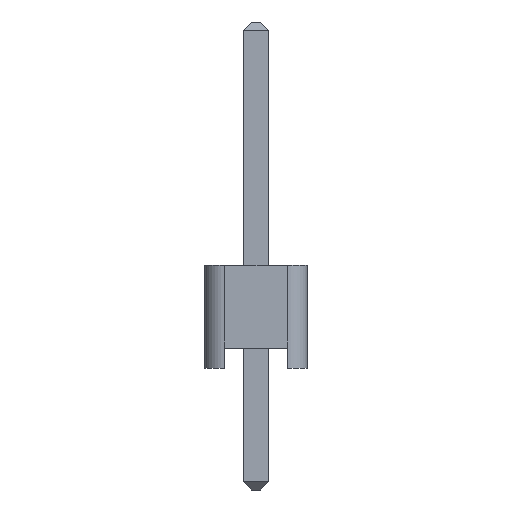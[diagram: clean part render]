
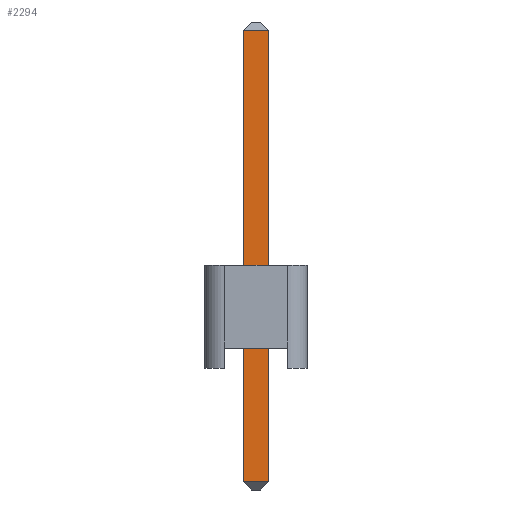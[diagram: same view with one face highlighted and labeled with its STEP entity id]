
A CAD part, left-side view. The second image highlights one B-rep face of the part: STEP entity #2294.
In plain terms, the highlighted planar face has unit normal (-1, 0, 0).
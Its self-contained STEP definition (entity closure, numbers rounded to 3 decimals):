
#2178 = EDGE_CURVE('',#2179,#2181,#2183,.T.);
#2179 = VERTEX_POINT('',#2180);
#2180 = CARTESIAN_POINT('',(-0.32,0.32,0.2));
#2181 = VERTEX_POINT('',#2182);
#2182 = CARTESIAN_POINT('',(-0.32,0.32,11.34));
#2183 = SURFACE_CURVE('',#2184,(#2188,#2200),.PCURVE_S1.);
#2184 = LINE('',#2185,#2186);
#2185 = CARTESIAN_POINT('',(-0.32,0.32,0.));
#2186 = VECTOR('',#2187,1.);
#2187 = DIRECTION('',(0.,0.,1.));
#2188 = PCURVE('',#2189,#2194);
#2189 = PLANE('',#2190);
#2190 = AXIS2_PLACEMENT_3D('',#2191,#2192,#2193);
#2191 = CARTESIAN_POINT('',(-0.32,0.32,0.));
#2192 = DIRECTION('',(0.,1.,0.));
#2193 = DIRECTION('',(1.,0.,0.));
#2194 = DEFINITIONAL_REPRESENTATION('',(#2195),#2199);
#2195 = LINE('',#2196,#2197);
#2196 = CARTESIAN_POINT('',(0.,0.));
#2197 = VECTOR('',#2198,1.);
#2198 = DIRECTION('',(0.,-1.));
#2199 = ( GEOMETRIC_REPRESENTATION_CONTEXT(2) 
PARAMETRIC_REPRESENTATION_CONTEXT() REPRESENTATION_CONTEXT('2D SPACE',''
  ) );
#2200 = PCURVE('',#2201,#2206);
#2201 = PLANE('',#2202);
#2202 = AXIS2_PLACEMENT_3D('',#2203,#2204,#2205);
#2203 = CARTESIAN_POINT('',(-0.32,-0.32,0.));
#2204 = DIRECTION('',(-1.,0.,0.));
#2205 = DIRECTION('',(0.,1.,0.));
#2206 = DEFINITIONAL_REPRESENTATION('',(#2207),#2211);
#2207 = LINE('',#2208,#2209);
#2208 = CARTESIAN_POINT('',(0.64,0.));
#2209 = VECTOR('',#2210,1.);
#2210 = DIRECTION('',(0.,-1.));
#2211 = ( GEOMETRIC_REPRESENTATION_CONTEXT(2) 
PARAMETRIC_REPRESENTATION_CONTEXT() REPRESENTATION_CONTEXT('2D SPACE',''
  ) );
#2294 = ADVANCED_FACE('',(#2295),#2201,.T.);
#2295 = FACE_BOUND('',#2296,.T.);
#2296 = EDGE_LOOP('',(#2297,#2327,#2353,#2354));
#2297 = ORIENTED_EDGE('',*,*,#2298,.T.);
#2298 = EDGE_CURVE('',#2299,#2301,#2303,.T.);
#2299 = VERTEX_POINT('',#2300);
#2300 = CARTESIAN_POINT('',(-0.32,-0.32,0.2));
#2301 = VERTEX_POINT('',#2302);
#2302 = CARTESIAN_POINT('',(-0.32,-0.32,11.34));
#2303 = SURFACE_CURVE('',#2304,(#2308,#2315),.PCURVE_S1.);
#2304 = LINE('',#2305,#2306);
#2305 = CARTESIAN_POINT('',(-0.32,-0.32,0.));
#2306 = VECTOR('',#2307,1.);
#2307 = DIRECTION('',(0.,0.,1.));
#2308 = PCURVE('',#2201,#2309);
#2309 = DEFINITIONAL_REPRESENTATION('',(#2310),#2314);
#2310 = LINE('',#2311,#2312);
#2311 = CARTESIAN_POINT('',(0.,0.));
#2312 = VECTOR('',#2313,1.);
#2313 = DIRECTION('',(0.,-1.));
#2314 = ( GEOMETRIC_REPRESENTATION_CONTEXT(2) 
PARAMETRIC_REPRESENTATION_CONTEXT() REPRESENTATION_CONTEXT('2D SPACE',''
  ) );
#2315 = PCURVE('',#2316,#2321);
#2316 = PLANE('',#2317);
#2317 = AXIS2_PLACEMENT_3D('',#2318,#2319,#2320);
#2318 = CARTESIAN_POINT('',(0.32,-0.32,0.));
#2319 = DIRECTION('',(0.,-1.,0.));
#2320 = DIRECTION('',(-1.,0.,0.));
#2321 = DEFINITIONAL_REPRESENTATION('',(#2322),#2326);
#2322 = LINE('',#2323,#2324);
#2323 = CARTESIAN_POINT('',(0.64,0.));
#2324 = VECTOR('',#2325,1.);
#2325 = DIRECTION('',(0.,-1.));
#2326 = ( GEOMETRIC_REPRESENTATION_CONTEXT(2) 
PARAMETRIC_REPRESENTATION_CONTEXT() REPRESENTATION_CONTEXT('2D SPACE',''
  ) );
#2327 = ORIENTED_EDGE('',*,*,#2328,.T.);
#2328 = EDGE_CURVE('',#2301,#2181,#2329,.T.);
#2329 = SURFACE_CURVE('',#2330,(#2334,#2341),.PCURVE_S1.);
#2330 = LINE('',#2331,#2332);
#2331 = CARTESIAN_POINT('',(-0.32,-0.32,11.34));
#2332 = VECTOR('',#2333,1.);
#2333 = DIRECTION('',(0.,1.,0.));
#2334 = PCURVE('',#2201,#2335);
#2335 = DEFINITIONAL_REPRESENTATION('',(#2336),#2340);
#2336 = LINE('',#2337,#2338);
#2337 = CARTESIAN_POINT('',(0.,-11.34));
#2338 = VECTOR('',#2339,1.);
#2339 = DIRECTION('',(1.,0.));
#2340 = ( GEOMETRIC_REPRESENTATION_CONTEXT(2) 
PARAMETRIC_REPRESENTATION_CONTEXT() REPRESENTATION_CONTEXT('2D SPACE',''
  ) );
#2341 = PCURVE('',#2342,#2347);
#2342 = PLANE('',#2343);
#2343 = AXIS2_PLACEMENT_3D('',#2344,#2345,#2346);
#2344 = CARTESIAN_POINT('',(-0.22,-0.32,11.44));
#2345 = DIRECTION('',(0.707,0.,-0.707
    ));
#2346 = DIRECTION('',(0.,1.,0.));
#2347 = DEFINITIONAL_REPRESENTATION('',(#2348),#2352);
#2348 = LINE('',#2349,#2350);
#2349 = CARTESIAN_POINT('',(0.,-0.141));
#2350 = VECTOR('',#2351,1.);
#2351 = DIRECTION('',(1.,0.));
#2352 = ( GEOMETRIC_REPRESENTATION_CONTEXT(2) 
PARAMETRIC_REPRESENTATION_CONTEXT() REPRESENTATION_CONTEXT('2D SPACE',''
  ) );
#2353 = ORIENTED_EDGE('',*,*,#2178,.F.);
#2354 = ORIENTED_EDGE('',*,*,#2355,.F.);
#2355 = EDGE_CURVE('',#2299,#2179,#2356,.T.);
#2356 = SURFACE_CURVE('',#2357,(#2361,#2368),.PCURVE_S1.);
#2357 = LINE('',#2358,#2359);
#2358 = CARTESIAN_POINT('',(-0.32,-0.32,0.2));
#2359 = VECTOR('',#2360,1.);
#2360 = DIRECTION('',(0.,1.,0.));
#2361 = PCURVE('',#2201,#2362);
#2362 = DEFINITIONAL_REPRESENTATION('',(#2363),#2367);
#2363 = LINE('',#2364,#2365);
#2364 = CARTESIAN_POINT('',(0.,-0.2));
#2365 = VECTOR('',#2366,1.);
#2366 = DIRECTION('',(1.,0.));
#2367 = ( GEOMETRIC_REPRESENTATION_CONTEXT(2) 
PARAMETRIC_REPRESENTATION_CONTEXT() REPRESENTATION_CONTEXT('2D SPACE',''
  ) );
#2368 = PCURVE('',#2369,#2374);
#2369 = PLANE('',#2370);
#2370 = AXIS2_PLACEMENT_3D('',#2371,#2372,#2373);
#2371 = CARTESIAN_POINT('',(-0.22,-0.32,0.1));
#2372 = DIRECTION('',(-0.707,0.,-0.707));
#2373 = DIRECTION('',(0.,1.,0.));
#2374 = DEFINITIONAL_REPRESENTATION('',(#2375),#2379);
#2375 = LINE('',#2376,#2377);
#2376 = CARTESIAN_POINT('',(0.,-0.141));
#2377 = VECTOR('',#2378,1.);
#2378 = DIRECTION('',(1.,0.));
#2379 = ( GEOMETRIC_REPRESENTATION_CONTEXT(2) 
PARAMETRIC_REPRESENTATION_CONTEXT() REPRESENTATION_CONTEXT('2D SPACE',''
  ) );
